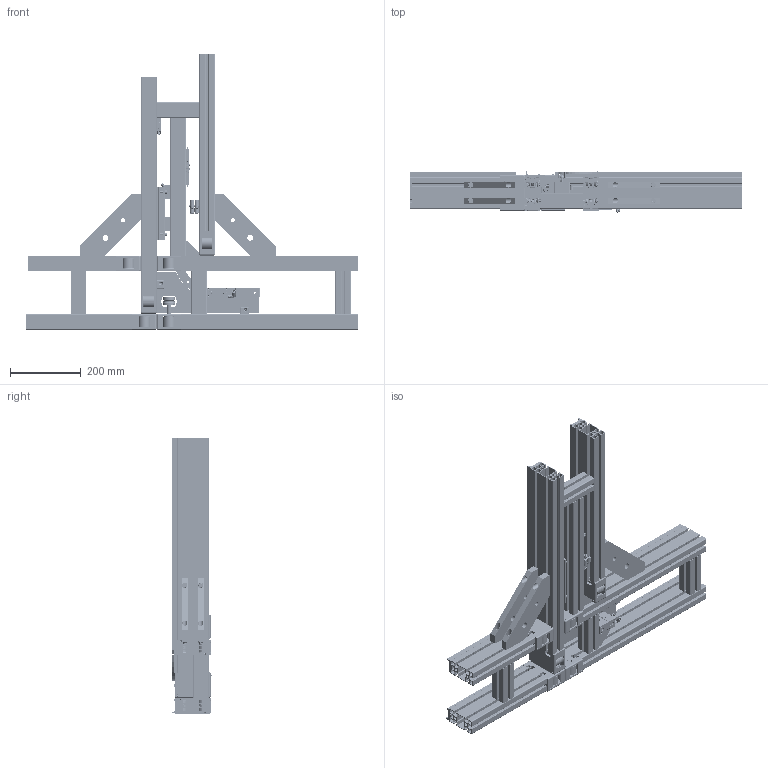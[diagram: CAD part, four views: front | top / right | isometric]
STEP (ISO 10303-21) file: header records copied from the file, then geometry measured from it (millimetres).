
FILE_DESCRIPTION(/* description */ ('Ausschleusung 200 links'),/* implementation_level */ '2;1');
FILE_NAME(/* name */ '430073-0S.step',/* time_stamp */ '2021-09-06T14:52:26+02:00',/* author */ ('MuellerJ'),/* organization */ (''),/* preprocessor_version */ 'ST-DEVELOPER v18.1',/* originating_system */ 'Autodesk Inventor 2021',/* authorisation */ '');
FILE_SCHEMA (('AUTOMOTIVE_DESIGN { 1 0 10303 214 3 1 1 }'));
Products named in the file (101): 43-0073-0FZ.000; leer; leer_1; leer_2; leer_3; leer_4; leer_5; leer_6; leer_7; leer_8; 43-1100-0BG.001; 43-1101-0BG.002; 43-1101-1FZ.001; 43-1103-0FZ.005; 43-1109-0FZ.000; MTW_1-00101639; leer_9; 43-1104-0FZ.003; leer_10; leer_11; 43-1106-0FZ.001; leer_12; 43-1107-0FZ.001; leer_13; leer_14; leer_15; 20-1033-0FZ.001; leer_16; 21-1784-1FZ.000; leer_17; 21-1351-2FZ.005; 20-1033-0FZ.001_1; leer_18; 21-1134-1FZ.002; leer_19; 20-1033-0FZ.001_2; 22-1004-1FZ.001; leer_20; leer_21; leer_22 ...
Assembly tree (180 placements, depth 3):
  43-0073-0FZ.000
    leer
    leer_1
    leer_2
    leer_3
    20-1033-0FZ.001  x4
    43-1100-0BG.001  x5
      43-1103-0FZ.005
      MTW_1-00101639
      leer_9
      43-1104-0FZ.003
      leer_10
      leer_11
    leer_6  x3
    leer_4
    leer_7  x2
    leer_5
    leer_8
    43-1101-0BG.002
      43-1101-1FZ.001
      43-1103-0FZ.005
      43-1109-0FZ.000
      MTW_1-00101639
      leer_9  x4
      43-1104-0FZ.003  x2
      leer_10  x2
      leer_11  x2
      43-1106-0FZ.001
      leer_12
      43-1107-0FZ.001
      leer_13  x3
      leer_14  x3
      leer_15
    leer_16  x4
      21-1784-1FZ.000
      leer_17
      21-1351-2FZ.005
    20-1033-0FZ.001_1
    leer_18
      21-1134-1FZ.002
      leer_19  x2
      21-1351-0FZ.004_1  x2
    20-1033-0FZ.001_2
    22-1004-1FZ.001
    leer_20  x2
    leer_21
      leer_22
      leer_23
      leer_24
      leer_25
      leer_26
      leer_27
    21-1351-0FZ.004  x2
    leer_28  x2
    21-1351-2FZ.005_2  x4
    leer_29  x2
    leer_30
      leer_31
      leer_32
      leer_33  x2
Bounding box: 940 x 115.47 x 780 mm (x, y, z)
Volume: 7511651.3 mm3; surface area: 4222425.3 mm2
Topology: 245 solids, 271 shells, 9094 faces, 24116 edges, 16006 vertices
Faces by surface type: plane 4745, cylinder 2669, cone 763, torus 681, sphere 208, bspline 28
Full cylindrical faces by diameter (mm): 2 x5, 2.2 x8, 2.4 x4, 2.459 x10, 2.46 x2, 3 x22, 3.2 x6, 3.242 x13, 3.4 x12, 3.5 x18, 4 x28, 4.134 x39, 4.3 x8, 4.5 x6, 4.917 x7, 5 x48, 5.2 x2, 5.3 x1, 5.5 x32, 5.6 x5, 5.8 x3, 6 x53, 6.4 x2, 6.5 x6, 6.58 x3, 6.6 x18, 6.8 x4, 6.9 x3, 7 x11, 7.04 x3
Entity records: 121061 total; most frequent: CARTESIAN_POINT 22688, DIRECTION 19911, ORIENTED_EDGE 19218, EDGE_CURVE 9609, AXIS2_PLACEMENT_3D 6925, VERTEX_POINT 6347, LINE 6061, VECTOR 6061
